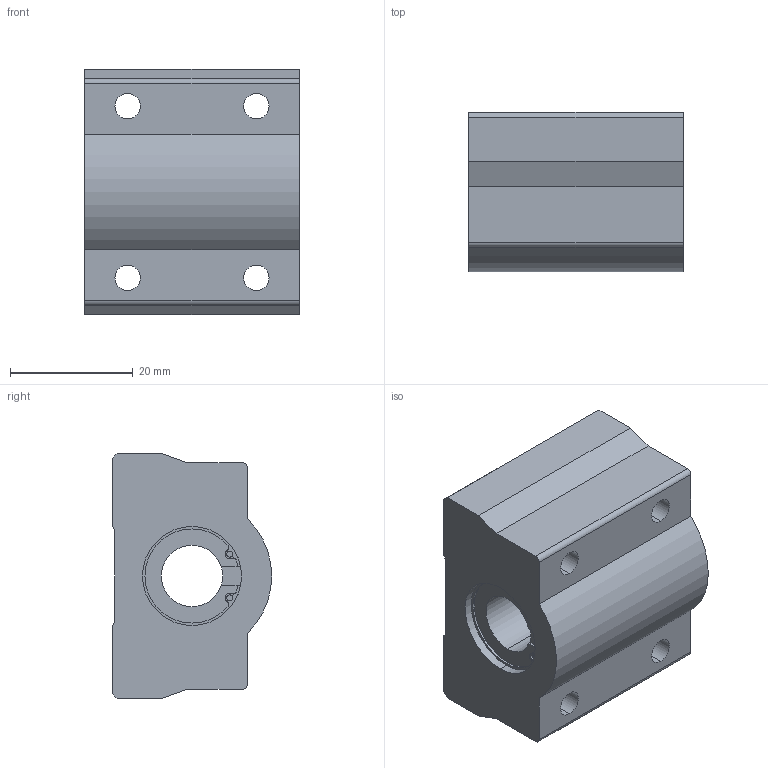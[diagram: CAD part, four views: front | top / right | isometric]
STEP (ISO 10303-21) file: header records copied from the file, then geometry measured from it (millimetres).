
FILE_DESCRIPTION (( 'STEP AP214' ), '1' );
FILE_NAME ('SC10UU bearing.STEP', '2015-10-20T23:25:32', ( '' ), ( '' ), 'SwSTEP 2.0', 'SolidWorks 2015', '' );
FILE_SCHEMA (( 'AUTOMOTIVE_DESIGN' ));
Length unit declared in the file: millimetre
Products named in the file (1): SC10UU bearing
Bounding box: 35 x 26 x 40 mm (x, y, z)
Volume: 26741.4 mm3; surface area: 8104.1 mm2
Topology: 1 solids, 1 shells, 98 faces, 268 edges, 176 vertices
Faces by surface type: cylinder 51, plane 39, cone 8
Entity records: 3200 total; most frequent: DIRECTION 584, CARTESIAN_POINT 543, ORIENTED_EDGE 536, EDGE_CURVE 268, AXIS2_PLACEMENT_3D 217, VERTEX_POINT 176, VECTOR 150, LINE 150
